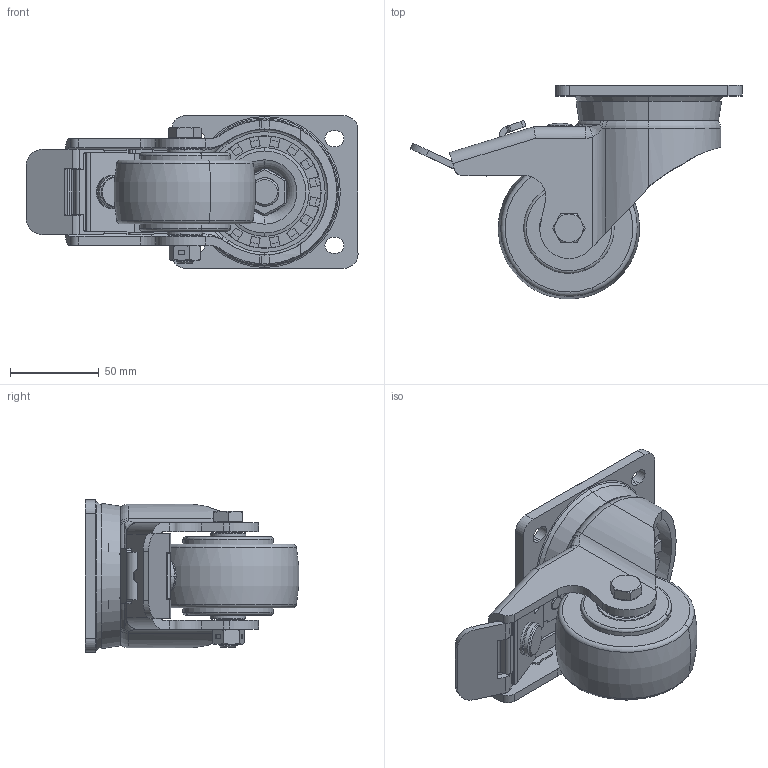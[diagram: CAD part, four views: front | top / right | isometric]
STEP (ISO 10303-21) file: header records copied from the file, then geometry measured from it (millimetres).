
FILE_DESCRIPTION (( 'STEP AP214' ), '1' );
FILE_NAME ('0051064.step', '2020-04-08T09:04:54', ( '' ), ( '' ), 'SwSTEP 2.0', 'SolidWorks 2018', '' );
FILE_SCHEMA (( 'AUTOMOTIVE_DESIGN' ));
Length unit declared in the file: millimetre
Products named in the file (1): 0051064
Bounding box: 187.01 x 120.26 x 86 mm (x, y, z)
Volume: 425187.7 mm3; surface area: 132190.8 mm2
Topology: 16 solids, 17 shells, 992 faces, 2610 edges, 1660 vertices
Faces by surface type: cylinder 430, plane 352, cone 90, torus 87, bspline 25, sphere 8
Entity records: 49849 total; most frequent: CARTESIAN_POINT 14825, ORIENTED_EDGE 5220, DIRECTION 4780, EDGE_CURVE 2610, AXIS2_PLACEMENT_3D 1775, VERTEX_POINT 1660, VECTOR 1230, LINE 1230
